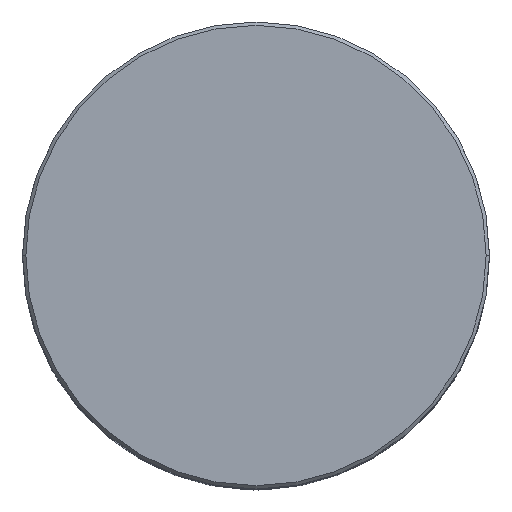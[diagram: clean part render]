
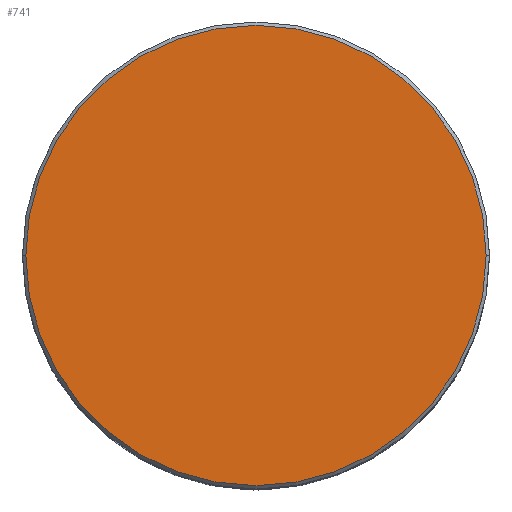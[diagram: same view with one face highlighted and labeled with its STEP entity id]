
A CAD part, top view. The second image highlights one B-rep face of the part: STEP entity #741.
In plain terms, the highlighted planar face has unit normal (0, 0, 1).
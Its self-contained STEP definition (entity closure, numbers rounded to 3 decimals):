
#97 = CARTESIAN_POINT ( 'NONE',  ( 6.9, 0., 0. ) ) ;
#154 = ORIENTED_EDGE ( 'NONE', *, *, #1121, .T. ) ;
#428 = AXIS2_PLACEMENT_3D ( 'NONE', #1284, #1300, #1534 ) ;
#441 = VERTEX_POINT ( 'NONE', #1578 ) ;
#456 = ORIENTED_EDGE ( 'NONE', *, *, #1137, .T. ) ;
#679 = CARTESIAN_POINT ( 'NONE',  ( 0., 0., 0. ) ) ;
#719 = DIRECTION ( 'NONE',  ( 0., 0., 1. ) ) ;
#741 = ADVANCED_FACE ( 'NONE', ( #1212 ), #845, .T. ) ;
#837 = EDGE_LOOP ( 'NONE', ( #154, #456 ) ) ;
#845 = PLANE ( 'NONE',  #1118 ) ;
#861 = AXIS2_PLACEMENT_3D ( 'NONE', #679, #1526, #923 ) ;
#923 = DIRECTION ( 'NONE',  ( 1., 0., 0. ) ) ;
#1118 = AXIS2_PLACEMENT_3D ( 'NONE', #1475, #719, #1486 ) ;
#1121 = EDGE_CURVE ( 'NONE', #441, #1199, #1190, .T. ) ;
#1137 = EDGE_CURVE ( 'NONE', #1199, #441, #1483, .T. ) ;
#1190 = CIRCLE ( 'NONE', #428, 6.9 ) ;
#1199 = VERTEX_POINT ( 'NONE', #97 ) ;
#1212 = FACE_OUTER_BOUND ( 'NONE', #837, .T. ) ;
#1284 = CARTESIAN_POINT ( 'NONE',  ( 0., 0., 0. ) ) ;
#1300 = DIRECTION ( 'NONE',  ( 0., 0., 1. ) ) ;
#1475 = CARTESIAN_POINT ( 'NONE',  ( 0., 0., 0. ) ) ;
#1483 = CIRCLE ( 'NONE', #861, 6.9 ) ;
#1486 = DIRECTION ( 'NONE',  ( 1., 0., 0. ) ) ;
#1526 = DIRECTION ( 'NONE',  ( 0., 0., 1. ) ) ;
#1534 = DIRECTION ( 'NONE',  ( 1., 0., 0. ) ) ;
#1578 = CARTESIAN_POINT ( 'NONE',  ( -6.9, 0., 0. ) ) ;
